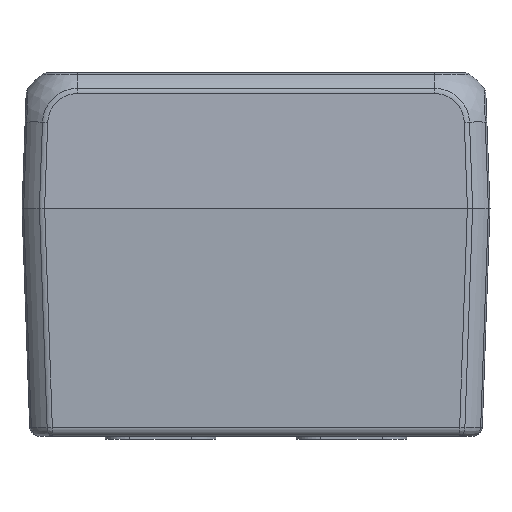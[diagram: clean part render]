
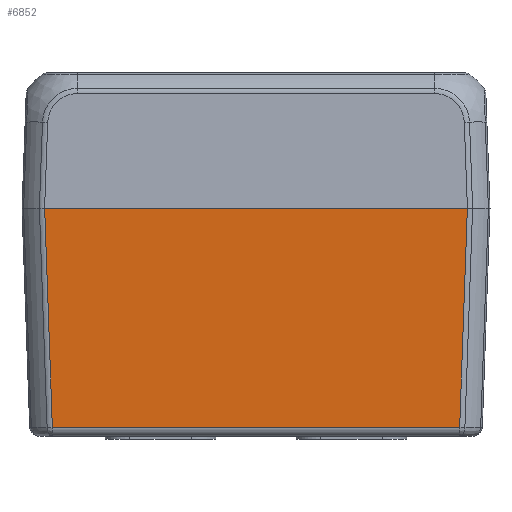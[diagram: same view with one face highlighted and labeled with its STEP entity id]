
A CAD part, left-side view. The second image highlights one B-rep face of the part: STEP entity #6852.
In plain terms, the highlighted planar face has unit normal (-0.999, 0, -0.035).
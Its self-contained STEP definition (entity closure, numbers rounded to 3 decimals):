
#65 = CARTESIAN_POINT ( 'NONE',  ( -36.751, -33.073, 1.947 ) ) ;
#135 = DIRECTION ( 'NONE',  ( -0.035, -0.035, 0.999 ) ) ;
#232 = VERTEX_POINT ( 'NONE', #6664 ) ;
#301 = EDGE_CURVE ( 'NONE', #554, #232, #6303, .T. ) ;
#533 = ORIENTED_EDGE ( 'NONE', *, *, #301, .T. ) ;
#536 = FACE_OUTER_BOUND ( 'NONE', #1792, .T. ) ;
#548 = CARTESIAN_POINT ( 'NONE',  ( -38., 34.322, 37.5 ) ) ;
#554 = VERTEX_POINT ( 'NONE', #5009 ) ;
#776 = CARTESIAN_POINT ( 'NONE',  ( -36.7, 33.468, 0.5 ) ) ;
#1491 = LINE ( 'NONE', #2690, #4587 ) ;
#1792 = EDGE_LOOP ( 'NONE', ( #3204, #5697, #6670, #533 ) ) ;
#1821 = DIRECTION ( 'NONE',  ( -0.035, 0., 0.999 ) ) ;
#1914 = CARTESIAN_POINT ( 'NONE',  ( -36.751, 33.073, 1.947 ) ) ;
#2461 = CARTESIAN_POINT ( 'NONE',  ( -38., 34.322, 37.5 ) ) ;
#2668 = AXIS2_PLACEMENT_3D ( 'NONE', #776, #6859, #1821 ) ;
#2690 = CARTESIAN_POINT ( 'NONE',  ( -36.751, 33.468, 1.947 ) ) ;
#2704 = EDGE_CURVE ( 'NONE', #554, #3938, #1491, .T. ) ;
#2820 = VECTOR ( 'NONE', #135, 1000. ) ;
#2996 = DIRECTION ( 'NONE',  ( 0., 1., 0. ) ) ;
#3104 = CARTESIAN_POINT ( 'NONE',  ( -38., 33.468, 37.5 ) ) ;
#3204 = ORIENTED_EDGE ( 'NONE', *, *, #6097, .T. ) ;
#3268 = DIRECTION ( 'NONE',  ( 0., 1., 0. ) ) ;
#3352 = LINE ( 'NONE', #548, #4637 ) ;
#3534 = LINE ( 'NONE', #3104, #6400 ) ;
#3938 = VERTEX_POINT ( 'NONE', #1914 ) ;
#4317 = VERTEX_POINT ( 'NONE', #2461 ) ;
#4587 = VECTOR ( 'NONE', #3268, 1000. ) ;
#4637 = VECTOR ( 'NONE', #5562, 1000. ) ;
#5009 = CARTESIAN_POINT ( 'NONE',  ( -36.751, -33.073, 1.947 ) ) ;
#5562 = DIRECTION ( 'NONE',  ( 0.035, -0.035, -0.999 ) ) ;
#5697 = ORIENTED_EDGE ( 'NONE', *, *, #6450, .T. ) ;
#6097 = EDGE_CURVE ( 'NONE', #232, #4317, #3534, .T. ) ;
#6303 = LINE ( 'NONE', #65, #2820 ) ;
#6400 = VECTOR ( 'NONE', #2996, 1000. ) ;
#6450 = EDGE_CURVE ( 'NONE', #4317, #3938, #3352, .T. ) ;
#6664 = CARTESIAN_POINT ( 'NONE',  ( -38., -34.322, 37.5 ) ) ;
#6670 = ORIENTED_EDGE ( 'NONE', *, *, #2704, .F. ) ;
#6818 = PLANE ( 'NONE',  #2668 ) ;
#6852 = ADVANCED_FACE ( 'NONE', ( #536 ), #6818, .T. ) ;
#6859 = DIRECTION ( 'NONE',  ( -0.999, 0., -0.035 ) ) ;
